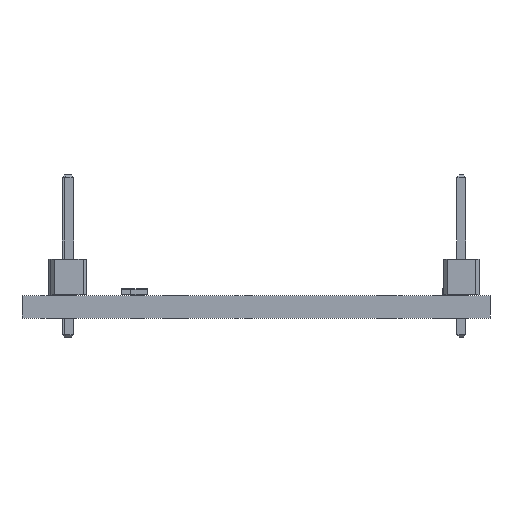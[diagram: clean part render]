
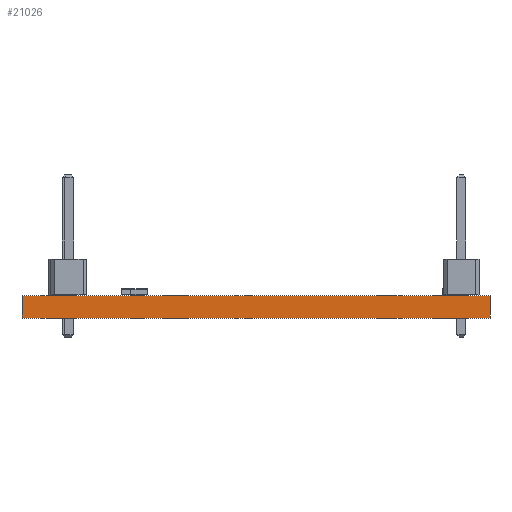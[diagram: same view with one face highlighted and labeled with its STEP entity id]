
A CAD part, front view. The second image highlights one B-rep face of the part: STEP entity #21026.
In plain terms, the highlighted planar face has unit normal (0, -1, 0).
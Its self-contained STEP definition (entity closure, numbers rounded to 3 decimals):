
#16571 = PLANE('',#16572);
#16572 = AXIS2_PLACEMENT_3D('',#16573,#16574,#16575);
#16573 = CARTESIAN_POINT('',(517.192,528.226,0.));
#16574 = DIRECTION('',(-1.,0.,0.));
#16575 = DIRECTION('',(0.,1.,0.));
#16599 = PLANE('',#16600);
#16600 = AXIS2_PLACEMENT_3D('',#16601,#16602,#16603);
#16601 = CARTESIAN_POINT('',(500.524,563.335,1.6));
#16602 = DIRECTION('',(0.,0.,1.));
#16603 = DIRECTION('',(1.,0.,0.));
#16627 = PLANE('',#16628);
#16628 = AXIS2_PLACEMENT_3D('',#16629,#16630,#16631);
#16629 = CARTESIAN_POINT('',(483.855,598.444,0.));
#16630 = DIRECTION('',(1.,0.,0.));
#16631 = DIRECTION('',(0.,-1.,0.));
#16653 = PLANE('',#16654);
#16654 = AXIS2_PLACEMENT_3D('',#16655,#16656,#16657);
#16655 = CARTESIAN_POINT('',(500.524,563.335,0.));
#16656 = DIRECTION('',(0.,0.,1.));
#16657 = DIRECTION('',(1.,0.,0.));
#16668 = EDGE_CURVE('',#16669,#16671,#16673,.T.);
#16669 = VERTEX_POINT('',#16670);
#16670 = CARTESIAN_POINT('',(517.192,528.226,0.));
#16671 = VERTEX_POINT('',#16672);
#16672 = CARTESIAN_POINT('',(517.192,528.226,1.6));
#16673 = SURFACE_CURVE('',#16674,(#16678,#16685),.PCURVE_S1.);
#16674 = LINE('',#16675,#16676);
#16675 = CARTESIAN_POINT('',(517.192,528.226,0.));
#16676 = VECTOR('',#16677,1.);
#16677 = DIRECTION('',(0.,0.,1.));
#16678 = PCURVE('',#16571,#16679);
#16679 = DEFINITIONAL_REPRESENTATION('',(#16680),#16684);
#16680 = LINE('',#16681,#16682);
#16681 = CARTESIAN_POINT('',(0.,0.));
#16682 = VECTOR('',#16683,1.);
#16683 = DIRECTION('',(0.,-1.));
#16684 = ( GEOMETRIC_REPRESENTATION_CONTEXT(2) 
PARAMETRIC_REPRESENTATION_CONTEXT() REPRESENTATION_CONTEXT('2D SPACE',''
  ) );
#16685 = PCURVE('',#16686,#16691);
#16686 = PLANE('',#16687);
#16687 = AXIS2_PLACEMENT_3D('',#16688,#16689,#16690);
#16688 = CARTESIAN_POINT('',(483.855,528.226,0.));
#16689 = DIRECTION('',(0.,1.,0.));
#16690 = DIRECTION('',(1.,0.,0.));
#16691 = DEFINITIONAL_REPRESENTATION('',(#16692),#16696);
#16692 = LINE('',#16693,#16694);
#16693 = CARTESIAN_POINT('',(33.338,0.));
#16694 = VECTOR('',#16695,1.);
#16695 = DIRECTION('',(0.,-1.));
#16696 = ( GEOMETRIC_REPRESENTATION_CONTEXT(2) 
PARAMETRIC_REPRESENTATION_CONTEXT() REPRESENTATION_CONTEXT('2D SPACE',''
  ) );
#16746 = VERTEX_POINT('',#16747);
#16747 = CARTESIAN_POINT('',(483.855,528.226,1.6));
#16768 = EDGE_CURVE('',#16769,#16746,#16771,.T.);
#16769 = VERTEX_POINT('',#16770);
#16770 = CARTESIAN_POINT('',(483.855,528.226,0.));
#16771 = SURFACE_CURVE('',#16772,(#16776,#16783),.PCURVE_S1.);
#16772 = LINE('',#16773,#16774);
#16773 = CARTESIAN_POINT('',(483.855,528.226,0.));
#16774 = VECTOR('',#16775,1.);
#16775 = DIRECTION('',(0.,0.,1.));
#16776 = PCURVE('',#16627,#16777);
#16777 = DEFINITIONAL_REPRESENTATION('',(#16778),#16782);
#16778 = LINE('',#16779,#16780);
#16779 = CARTESIAN_POINT('',(70.218,0.));
#16780 = VECTOR('',#16781,1.);
#16781 = DIRECTION('',(0.,-1.));
#16782 = ( GEOMETRIC_REPRESENTATION_CONTEXT(2) 
PARAMETRIC_REPRESENTATION_CONTEXT() REPRESENTATION_CONTEXT('2D SPACE',''
  ) );
#16783 = PCURVE('',#16686,#16784);
#16784 = DEFINITIONAL_REPRESENTATION('',(#16785),#16789);
#16785 = LINE('',#16786,#16787);
#16786 = CARTESIAN_POINT('',(0.,0.));
#16787 = VECTOR('',#16788,1.);
#16788 = DIRECTION('',(0.,-1.));
#16789 = ( GEOMETRIC_REPRESENTATION_CONTEXT(2) 
PARAMETRIC_REPRESENTATION_CONTEXT() REPRESENTATION_CONTEXT('2D SPACE',''
  ) );
#16817 = EDGE_CURVE('',#16769,#16669,#16818,.T.);
#16818 = SURFACE_CURVE('',#16819,(#16823,#16830),.PCURVE_S1.);
#16819 = LINE('',#16820,#16821);
#16820 = CARTESIAN_POINT('',(483.855,528.226,0.));
#16821 = VECTOR('',#16822,1.);
#16822 = DIRECTION('',(1.,0.,0.));
#16823 = PCURVE('',#16653,#16824);
#16824 = DEFINITIONAL_REPRESENTATION('',(#16825),#16829);
#16825 = LINE('',#16826,#16827);
#16826 = CARTESIAN_POINT('',(-16.669,-35.109));
#16827 = VECTOR('',#16828,1.);
#16828 = DIRECTION('',(1.,0.));
#16829 = ( GEOMETRIC_REPRESENTATION_CONTEXT(2) 
PARAMETRIC_REPRESENTATION_CONTEXT() REPRESENTATION_CONTEXT('2D SPACE',''
  ) );
#16830 = PCURVE('',#16686,#16831);
#16831 = DEFINITIONAL_REPRESENTATION('',(#16832),#16836);
#16832 = LINE('',#16833,#16834);
#16833 = CARTESIAN_POINT('',(0.,0.));
#16834 = VECTOR('',#16835,1.);
#16835 = DIRECTION('',(1.,0.));
#16836 = ( GEOMETRIC_REPRESENTATION_CONTEXT(2) 
PARAMETRIC_REPRESENTATION_CONTEXT() REPRESENTATION_CONTEXT('2D SPACE',''
  ) );
#19107 = EDGE_CURVE('',#16746,#16671,#19108,.T.);
#19108 = SURFACE_CURVE('',#19109,(#19113,#19120),.PCURVE_S1.);
#19109 = LINE('',#19110,#19111);
#19110 = CARTESIAN_POINT('',(483.855,528.226,1.6));
#19111 = VECTOR('',#19112,1.);
#19112 = DIRECTION('',(1.,0.,0.));
#19113 = PCURVE('',#16599,#19114);
#19114 = DEFINITIONAL_REPRESENTATION('',(#19115),#19119);
#19115 = LINE('',#19116,#19117);
#19116 = CARTESIAN_POINT('',(-16.669,-35.109));
#19117 = VECTOR('',#19118,1.);
#19118 = DIRECTION('',(1.,0.));
#19119 = ( GEOMETRIC_REPRESENTATION_CONTEXT(2) 
PARAMETRIC_REPRESENTATION_CONTEXT() REPRESENTATION_CONTEXT('2D SPACE',''
  ) );
#19120 = PCURVE('',#16686,#19121);
#19121 = DEFINITIONAL_REPRESENTATION('',(#19122),#19126);
#19122 = LINE('',#19123,#19124);
#19123 = CARTESIAN_POINT('',(0.,-1.6));
#19124 = VECTOR('',#19125,1.);
#19125 = DIRECTION('',(1.,0.));
#19126 = ( GEOMETRIC_REPRESENTATION_CONTEXT(2) 
PARAMETRIC_REPRESENTATION_CONTEXT() REPRESENTATION_CONTEXT('2D SPACE',''
  ) );
#21026 = ADVANCED_FACE('',(#21027),#16686,.F.);
#21027 = FACE_BOUND('',#21028,.F.);
#21028 = EDGE_LOOP('',(#21029,#21030,#21031,#21032));
#21029 = ORIENTED_EDGE('',*,*,#16768,.T.);
#21030 = ORIENTED_EDGE('',*,*,#19107,.T.);
#21031 = ORIENTED_EDGE('',*,*,#16668,.F.);
#21032 = ORIENTED_EDGE('',*,*,#16817,.F.);
